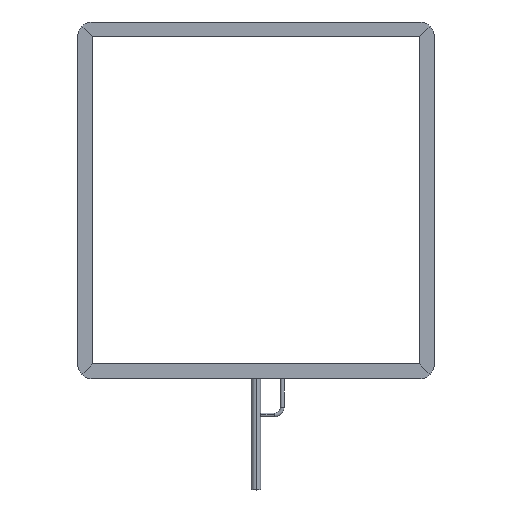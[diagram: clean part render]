
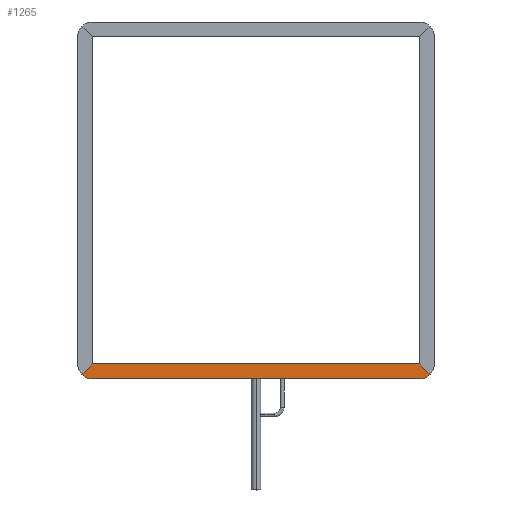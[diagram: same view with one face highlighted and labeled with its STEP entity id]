
A CAD part, top view. The second image highlights one B-rep face of the part: STEP entity #1265.
In plain terms, the highlighted planar face has unit normal (0, 0, 1).
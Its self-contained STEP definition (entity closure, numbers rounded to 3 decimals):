
#2 = DIRECTION ( 'NONE',  ( 0., -1., 0. ) ) ;
#36 = CARTESIAN_POINT ( 'NONE',  ( 7.322, 297.478, 0. ) ) ;
#53 = EDGE_CURVE ( 'NONE', #237, #166, #1455, .T. ) ;
#91 = AXIS2_PLACEMENT_3D ( 'NONE', #496, #1428, #206 ) ;
#116 = ORIENTED_EDGE ( 'NONE', *, *, #981, .T. ) ;
#166 = VERTEX_POINT ( 'NONE', #831 ) ;
#206 = DIRECTION ( 'NONE',  ( -1., 0., 0. ) ) ;
#208 = CIRCLE ( 'NONE', #1741, 25. ) ;
#228 = VECTOR ( 'NONE', #1648, 1000. ) ;
#237 = VERTEX_POINT ( 'NONE', #1439 ) ;
#239 = CARTESIAN_POINT ( 'NONE',  ( 0., 304.8, 0. ) ) ;
#240 = CARTESIAN_POINT ( 'NONE',  ( 0., -304.8, 0. ) ) ;
#279 = LINE ( 'NONE', #240, #835 ) ;
#330 = ORIENTED_EDGE ( 'NONE', *, *, #53, .T. ) ;
#332 = PLANE ( 'NONE',  #91 ) ;
#339 = EDGE_CURVE ( 'NONE', #748, #1094, #279, .T. ) ;
#384 = EDGE_CURVE ( 'NONE', #166, #748, #1685, .T. ) ;
#402 = CARTESIAN_POINT ( 'NONE',  ( 25., -279.8, 0. ) ) ;
#439 = CARTESIAN_POINT ( 'NONE',  ( 25.4, 279.4, 0. ) ) ;
#477 = VECTOR ( 'NONE', #1005, 1000. ) ;
#496 = CARTESIAN_POINT ( 'NONE',  ( 304.8, 0., 0. ) ) ;
#514 = VERTEX_POINT ( 'NONE', #439 ) ;
#536 = AXIS2_PLACEMENT_3D ( 'NONE', #402, #846, #1887 ) ;
#543 = EDGE_CURVE ( 'NONE', #237, #1550, #208, .T. ) ;
#624 = CARTESIAN_POINT ( 'NONE',  ( 25.4, -279.4, 0. ) ) ;
#651 = VECTOR ( 'NONE', #2, 1000. ) ;
#674 = EDGE_LOOP ( 'NONE', ( #330, #1489, #979, #1435, #116, #1817 ) ) ;
#748 = VERTEX_POINT ( 'NONE', #1701 ) ;
#785 = LINE ( 'NONE', #1460, #228 ) ;
#831 = CARTESIAN_POINT ( 'NONE',  ( 0., -279.8, 0. ) ) ;
#835 = VECTOR ( 'NONE', #1137, 1000. ) ;
#846 = DIRECTION ( 'NONE',  ( 0., 0., 1. ) ) ;
#874 = LINE ( 'NONE', #239, #477 ) ;
#883 = DIRECTION ( 'NONE',  ( 0., -1., 0. ) ) ;
#979 = ORIENTED_EDGE ( 'NONE', *, *, #339, .T. ) ;
#981 = EDGE_CURVE ( 'NONE', #514, #1550, #874, .T. ) ;
#1005 = DIRECTION ( 'NONE',  ( -0.707, 0.707, 0. ) ) ;
#1065 = FACE_OUTER_BOUND ( 'NONE', #674, .T. ) ;
#1094 = VERTEX_POINT ( 'NONE', #624 ) ;
#1137 = DIRECTION ( 'NONE',  ( 0.707, 0.707, 0. ) ) ;
#1233 = CARTESIAN_POINT ( 'NONE',  ( 0., -304.8, 0. ) ) ;
#1265 = ADVANCED_FACE ( 'NONE', ( #1065 ), #332, .F. ) ;
#1428 = DIRECTION ( 'NONE',  ( 0., 0., -1. ) ) ;
#1435 = ORIENTED_EDGE ( 'NONE', *, *, #1834, .T. ) ;
#1439 = CARTESIAN_POINT ( 'NONE',  ( 0., 279.8, 0. ) ) ;
#1455 = LINE ( 'NONE', #1233, #651 ) ;
#1460 = CARTESIAN_POINT ( 'NONE',  ( 25.4, -279.4, 0. ) ) ;
#1489 = ORIENTED_EDGE ( 'NONE', *, *, #384, .T. ) ;
#1491 = DIRECTION ( 'NONE',  ( 0., 0., -1. ) ) ;
#1550 = VERTEX_POINT ( 'NONE', #36 ) ;
#1648 = DIRECTION ( 'NONE',  ( 0., 1., 0. ) ) ;
#1685 = CIRCLE ( 'NONE', #536, 25. ) ;
#1701 = CARTESIAN_POINT ( 'NONE',  ( 7.322, -297.478, 0. ) ) ;
#1741 = AXIS2_PLACEMENT_3D ( 'NONE', #1920, #1491, #883 ) ;
#1817 = ORIENTED_EDGE ( 'NONE', *, *, #543, .F. ) ;
#1834 = EDGE_CURVE ( 'NONE', #1094, #514, #785, .T. ) ;
#1887 = DIRECTION ( 'NONE',  ( 0., 1., 0. ) ) ;
#1920 = CARTESIAN_POINT ( 'NONE',  ( 25., 279.8, 0. ) ) ;
